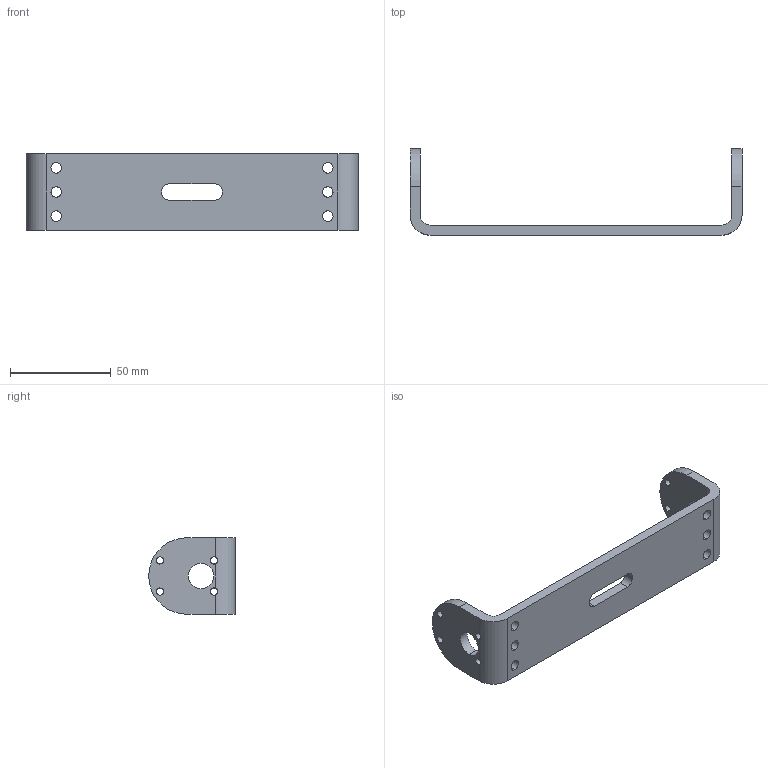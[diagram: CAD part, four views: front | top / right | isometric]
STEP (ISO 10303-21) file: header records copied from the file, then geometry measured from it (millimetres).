
FILE_DESCRIPTION (( 'STEP AP203' ), '1' );
FILE_NAME ('base_Default_sldprt.STEP', '2024-05-06T01:25:30', ( '' ), ( '' ), 'SwSTEP 2.0', 'SolidWorks 2021', '' );
FILE_SCHEMA (( 'CONFIG_CONTROL_DESIGN' ));
Length unit declared in the file: millimetre
Products named in the file (1): base_Default_sldprt
Bounding box: 165 x 43 x 38 mm (x, y, z)
Volume: 39449 mm3; surface area: 20145.6 mm2
Topology: 1 solids, 1 shells, 66 faces, 206 edges, 138 vertices
Faces by surface type: cylinder 50, plane 12, bspline 4
Entity records: 3067 total; most frequent: CARTESIAN_POINT 1053, ORIENTED_EDGE 412, DIRECTION 406, EDGE_CURVE 206, AXIS2_PLACEMENT_3D 161, VERTEX_POINT 138, CIRCLE 98, EDGE_LOOP 96
